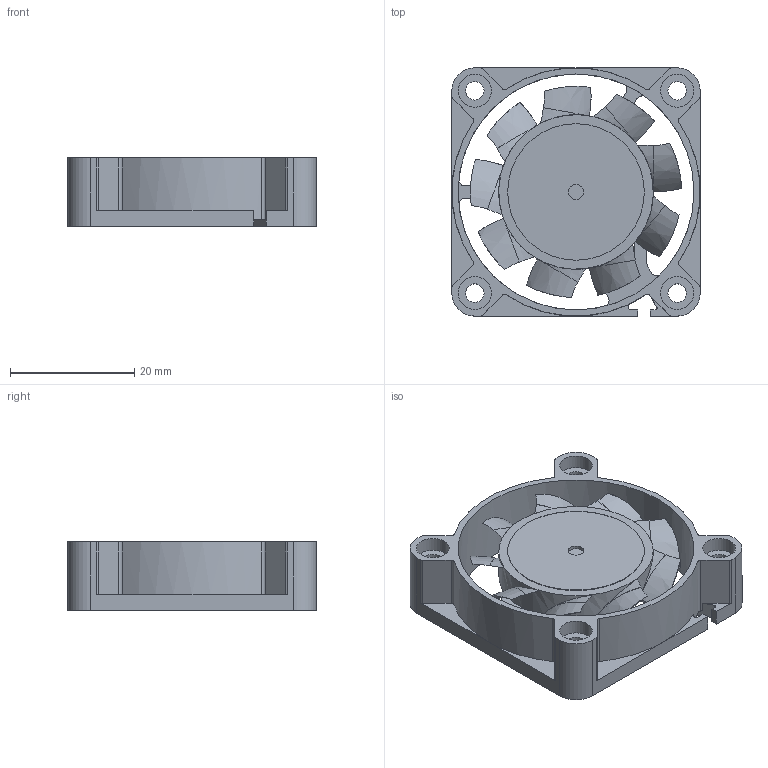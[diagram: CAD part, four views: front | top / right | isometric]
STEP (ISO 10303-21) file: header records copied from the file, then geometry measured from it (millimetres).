
FILE_DESCRIPTION(/* description */ (''),/* implementation_level */ '2;1');
FILE_NAME(/* name */ '40x40x11_fan_assembly v2.step',/* time_stamp */ '2023-06-04T17:41:47+03:00',/* author */ (''),/* organization */ (''),/* preprocessor_version */ 'ST-DEVELOPER v19.2',/* originating_system */ 'Autodesk Translation Framework v12.6.0.85',/* authorisation */ '');
FILE_SCHEMA (('AUTOMOTIVE_DESIGN { 1 0 10303 214 3 1 1 }'));
Length unit declared in the file: millimetre
Products named in the file (3): 40x40x11_fan_assembly; fan_propeller; fan_main_frame
Assembly tree (2 placements, depth 2):
  40x40x11_fan_assembly
    fan_propeller
    fan_main_frame
Bounding box: 40 x 40 x 11 mm (x, y, z)
Volume: 6406.9 mm3; surface area: 7802 mm2
Topology: 2 solids, 2 shells, 183 faces, 469 edges, 293 vertices
Faces by surface type: cylinder 78, plane 51, torus 36, bspline 18
Full cylindrical faces by diameter (mm): 2.5 x1, 3 x4, 5.3 x4, 22 x1, 38 x1
Entity records: 6298 total; most frequent: CARTESIAN_POINT 1764, DIRECTION 959, ORIENTED_EDGE 938, EDGE_CURVE 469, AXIS2_PLACEMENT_3D 392, VERTEX_POINT 293, CIRCLE 222, EDGE_LOOP 200
